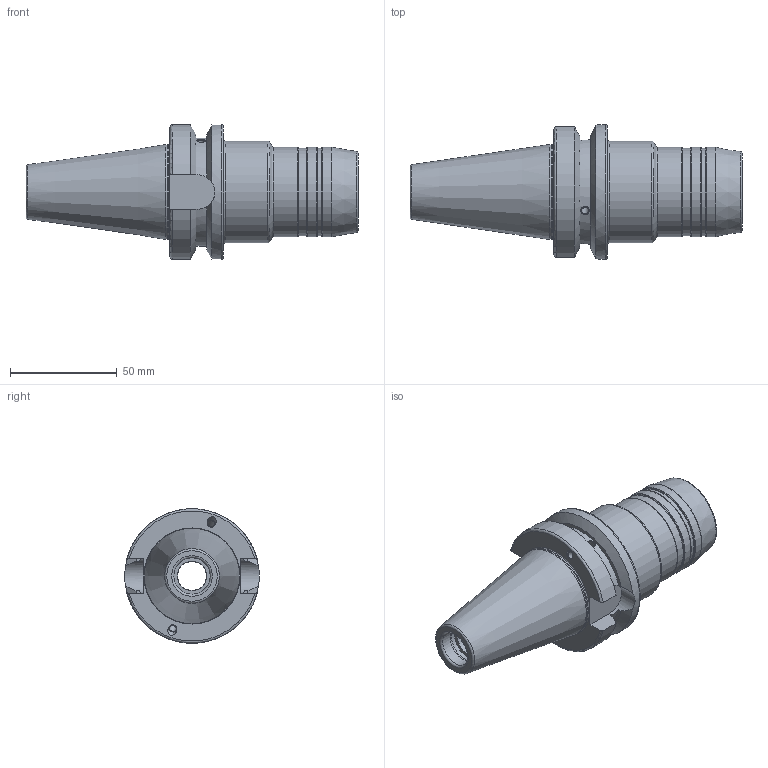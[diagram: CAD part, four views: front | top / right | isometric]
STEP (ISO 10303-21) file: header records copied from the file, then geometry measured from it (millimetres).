
FILE_DESCRIPTION(/* description */ (''),/* implementation_level */ '2;1');
FILE_NAME(/* name */ 'WH030.stp',/* time_stamp */ '2021-02-26T08:34:53+09:00',/* author */ ('eos'),/* organization */ (''),/* preprocessor_version */ 'ST-DEVELOPER v18.1',/* originating_system */ 'Autodesk Inventor 2020',/* authorisation */ '');
FILE_SCHEMA (('AUTOMOTIVE_DESIGN { 1 0 10303 214 3 1 1 }'));
Length unit declared in the file: millimetre
Products named in the file (1): BT40
Bounding box: 155.4 x 63 x 63 mm (x, y, z)
Volume: 194939.7 mm3; surface area: 35153.9 mm2
Topology: 1 solids, 1 shells, 90 faces, 271 edges, 188 vertices
Faces by surface type: cylinder 33, plane 21, torus 19, cone 17
Full cylindrical faces by diameter (mm): 3.242 x8, 4 x4, 13.5 x1, 13.835 x1, 14.917 x1, 17 x1, 17.6 x1, 19.05 x1, 19.4 x1, 41 x2, 42 x3, 44 x1, 47.5 x1, 63 x1
Entity records: 3415 total; most frequent: CARTESIAN_POINT 787, DIRECTION 596, ORIENTED_EDGE 538, EDGE_CURVE 269, AXIS2_PLACEMENT_3D 263, VERTEX_POINT 188, CIRCLE 154, EDGE_LOOP 107
